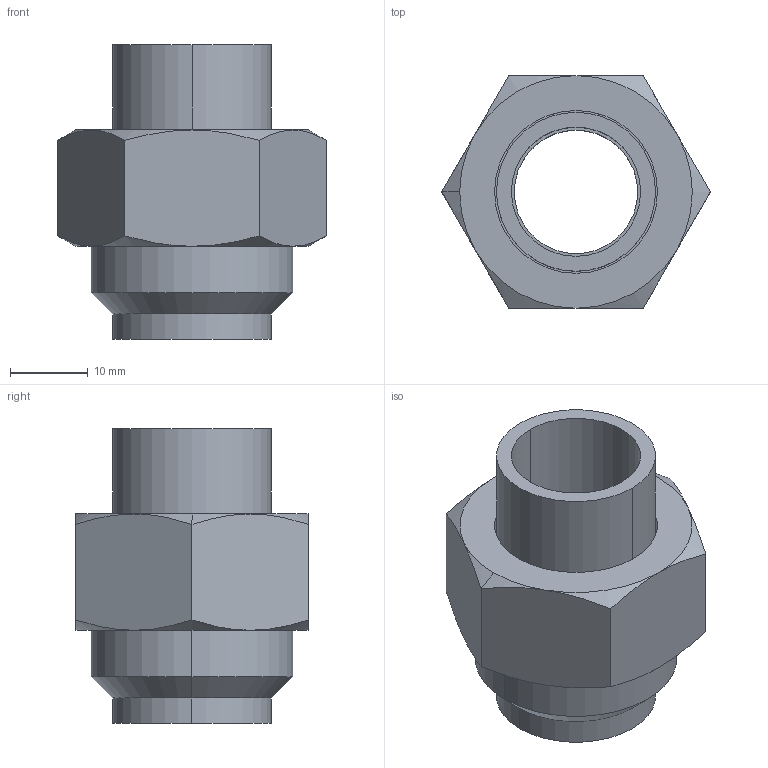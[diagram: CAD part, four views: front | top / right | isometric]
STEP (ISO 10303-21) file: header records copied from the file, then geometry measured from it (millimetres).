
FILE_DESCRIPTION (( 'STEP AP203' ), '1' );
FILE_NAME ('11-3131-03_outokumpu.step', '2015-08-07T11:19:51', ( '' ), ( '' ), 'SwSTEP 2.0', 'SolidWorks 2008', '' );
FILE_SCHEMA (( 'CONFIG_CONTROL_DESIGN' ));
Length unit declared in the file: millimetre
Products named in the file (5): case-13-555-115_outokumpu_case-13-555-115_outokumpu; nipple-13-444-014_outokumpu_nipple-13-444-014_outokumpu; seal-11-3131-03_outokumpu_seal-11-3131-03_outokumpu; 11-3131-03_outokumpu; nut-13-222-090_outokumpu_nut-13-222-090_outokumpu
Assembly tree (4 placements, depth 2):
  11-3131-03_outokumpu
    case-13-555-115_outokumpu_case-13-555-115_outokumpu
    nipple-13-444-014_outokumpu_nipple-13-444-014_outokumpu
    nut-13-222-090_outokumpu_nut-13-222-090_outokumpu
    seal-11-3131-03_outokumpu_seal-11-3131-03_outokumpu
Bounding box: 34.64 x 30 x 38 mm (x, y, z)
Volume: 12209.8 mm3; surface area: 9838.8 mm2
Topology: 4 solids, 4 shells, 60 faces, 124 edges, 76 vertices
Faces by surface type: cylinder 24, plane 18, cone 18
Entity records: 2235 total; most frequent: CARTESIAN_POINT 419, DIRECTION 298, ORIENTED_EDGE 248, AXIS2_PLACEMENT_3D 131, EDGE_CURVE 124, VERTEX_POINT 76, EDGE_LOOP 72, CIRCLE 64
